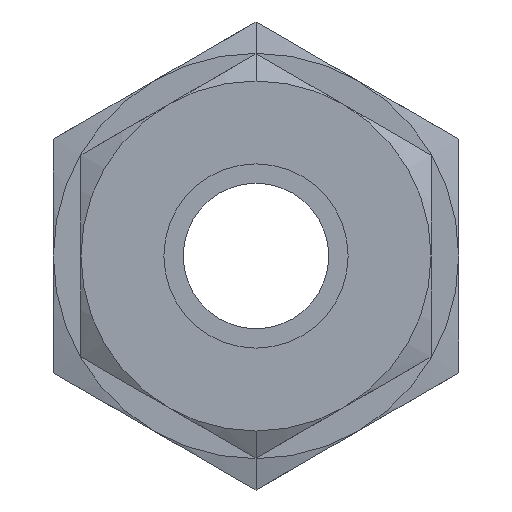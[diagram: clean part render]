
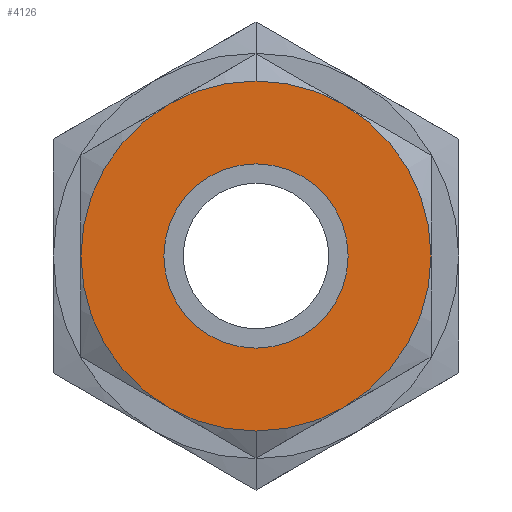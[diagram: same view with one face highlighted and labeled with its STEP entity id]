
A CAD part, left-side view. The second image highlights one B-rep face of the part: STEP entity #4126.
In plain terms, the highlighted planar face has unit normal (-1, 0, 0).
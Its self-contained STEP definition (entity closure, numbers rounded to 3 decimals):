
#21 = AXIS2_PLACEMENT_3D ( 'NONE', #755, #3144, #4876 ) ;
#264 = VERTEX_POINT ( 'NONE', #3997 ) ;
#618 = DIRECTION ( 'NONE',  ( 0., 0., -1. ) ) ;
#755 = CARTESIAN_POINT ( 'NONE',  ( 0., 0., 0. ) ) ;
#886 = VERTEX_POINT ( 'NONE', #3066 ) ;
#988 = ORIENTED_EDGE ( 'NONE', *, *, #5825, .F. ) ;
#990 = CARTESIAN_POINT ( 'NONE',  ( 0., 0., -9.5 ) ) ;
#1124 = AXIS2_PLACEMENT_3D ( 'NONE', #4030, #3999, #4109 ) ;
#1448 = EDGE_LOOP ( 'NONE', ( #2257, #6972 ) ) ;
#1467 = AXIS2_PLACEMENT_3D ( 'NONE', #4448, #6808, #1493 ) ;
#1493 = DIRECTION ( 'NONE',  ( 0., 0., -1. ) ) ;
#1523 = DIRECTION ( 'NONE',  ( 0., 0., 1. ) ) ;
#2001 = VERTEX_POINT ( 'NONE', #6002 ) ;
#2091 = CIRCLE ( 'NONE', #1467, 5. ) ;
#2220 = EDGE_LOOP ( 'NONE', ( #988, #4618 ) ) ;
#2257 = ORIENTED_EDGE ( 'NONE', *, *, #4720, .T. ) ;
#2342 = CIRCLE ( 'NONE', #2603, 9.5 ) ;
#2386 = AXIS2_PLACEMENT_3D ( 'NONE', #6297, #6910, #1523 ) ;
#2603 = AXIS2_PLACEMENT_3D ( 'NONE', #6842, #2814, #618 ) ;
#2814 = DIRECTION ( 'NONE',  ( 1., 0., 0. ) ) ;
#2823 = FACE_OUTER_BOUND ( 'NONE', #2220, .T. ) ;
#3066 = CARTESIAN_POINT ( 'NONE',  ( 0., 0., 5. ) ) ;
#3144 = DIRECTION ( 'NONE',  ( 1., 0., 0. ) ) ;
#3381 = EDGE_CURVE ( 'NONE', #5635, #2001, #2342, .T. ) ;
#3455 = PLANE ( 'NONE',  #1124 ) ;
#3997 = CARTESIAN_POINT ( 'NONE',  ( 0., 0., -5. ) ) ;
#3999 = DIRECTION ( 'NONE',  ( -1., 0., 0. ) ) ;
#4030 = CARTESIAN_POINT ( 'NONE',  ( 0., 0., 4.75 ) ) ;
#4109 = DIRECTION ( 'NONE',  ( 0., 0., 1. ) ) ;
#4126 = ADVANCED_FACE ( 'NONE', ( #7502, #2823 ), #3455, .T. ) ;
#4448 = CARTESIAN_POINT ( 'NONE',  ( 0., 0., 0. ) ) ;
#4618 = ORIENTED_EDGE ( 'NONE', *, *, #3381, .F. ) ;
#4720 = EDGE_CURVE ( 'NONE', #264, #886, #2091, .T. ) ;
#4876 = DIRECTION ( 'NONE',  ( 0., 0., 1. ) ) ;
#5114 = CIRCLE ( 'NONE', #21, 5. ) ;
#5496 = EDGE_CURVE ( 'NONE', #886, #264, #5114, .T. ) ;
#5635 = VERTEX_POINT ( 'NONE', #990 ) ;
#5825 = EDGE_CURVE ( 'NONE', #2001, #5635, #6104, .T. ) ;
#6002 = CARTESIAN_POINT ( 'NONE',  ( 0., 0., 9.5 ) ) ;
#6104 = CIRCLE ( 'NONE', #2386, 9.5 ) ;
#6297 = CARTESIAN_POINT ( 'NONE',  ( 0., 0., 0. ) ) ;
#6808 = DIRECTION ( 'NONE',  ( 1., 0., 0. ) ) ;
#6842 = CARTESIAN_POINT ( 'NONE',  ( 0., 0., 0. ) ) ;
#6910 = DIRECTION ( 'NONE',  ( 1., 0., 0. ) ) ;
#6972 = ORIENTED_EDGE ( 'NONE', *, *, #5496, .T. ) ;
#7502 = FACE_BOUND ( 'NONE', #1448, .T. ) ;
